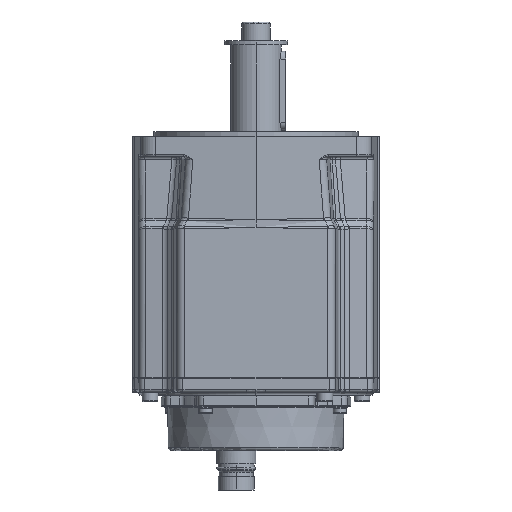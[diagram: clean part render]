
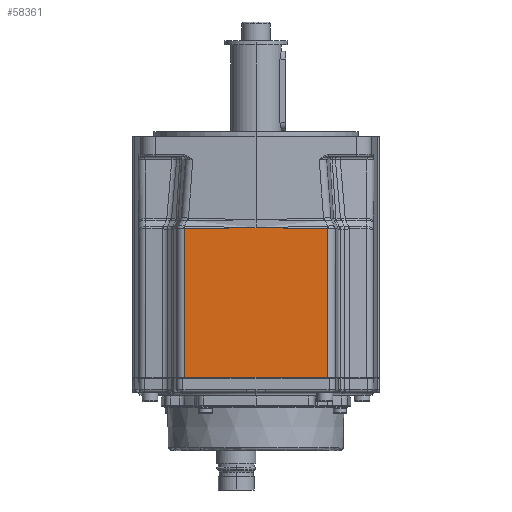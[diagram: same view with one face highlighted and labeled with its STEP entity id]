
A CAD part, front view. The second image highlights one B-rep face of the part: STEP entity #58361.
In plain terms, the highlighted planar face has unit normal (0, -1, 0).
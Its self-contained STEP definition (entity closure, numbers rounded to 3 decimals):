
#8502=DIRECTION('',(0.,0.,1.));
#8503=VECTOR('',#8502,94.465);
#8504=CARTESIAN_POINT('',(45.147,-77.5,-12.9));
#8505=LINE('',#8504,#8503);
#9752=CARTESIAN_POINT('',(-45.147,-77.5,
81.565));
#9776=DIRECTION('',(0.,0.,-1.));
#9777=VECTOR('',#9776,94.465);
#9778=CARTESIAN_POINT('',(-45.147,-77.5,
81.565));
#9779=LINE('',#9778,#9777);
#10567=DIRECTION('',(1.,0.,0.));
#10568=VECTOR('',#10567,90.294);
#10569=CARTESIAN_POINT('',(-45.147,-77.5,-12.9));
#10570=LINE('',#10569,#10568);
#10571=CARTESIAN_POINT('',(0.,-77.5,82.4));
#10572=CARTESIAN_POINT('',(-5.549,-77.5,82.29));
#10573=CARTESIAN_POINT('',(-16.294,-77.5,
82.075));
#10574=CARTESIAN_POINT('',(-31.403,-77.5,
81.792));
#10575=CARTESIAN_POINT('',(-40.69,-77.5,
81.636));
#10576=CARTESIAN_POINT('',(-45.147,-77.5,
81.565));
#10599=CARTESIAN_POINT('',(45.147,-77.5,
81.565));
#10600=CARTESIAN_POINT('',(40.69,-77.5,
81.636));
#10601=CARTESIAN_POINT('',(31.403,-77.5,
81.792));
#10602=CARTESIAN_POINT('',(16.294,-77.5,
82.075));
#10603=CARTESIAN_POINT('',(5.549,-77.5,82.29));
#10604=CARTESIAN_POINT('',(0.,-77.5,82.4));
#40750=VERTEX_POINT('',#9752);
#40752=VERTEX_POINT('',#10571);
#40754=VERTEX_POINT('',#10599);
#41031=CARTESIAN_POINT('',(-45.147,-77.5,-12.9));
#41032=CARTESIAN_POINT('',(45.147,-77.5,-12.9));
#41033=VERTEX_POINT('',#41031);
#41034=VERTEX_POINT('',#41032);
#58347=CARTESIAN_POINT('',(-77.5,-77.5,141.9));
#58348=DIRECTION('',(0.,-1.,0.));
#58349=DIRECTION('',(1.,0.,0.));
#58350=AXIS2_PLACEMENT_3D('',#58347,#58348,#58349);
#58351=PLANE('',#58350);
#58352=ORIENTED_EDGE('',*,*,#55467,.F.);
#58353=ORIENTED_EDGE('',*,*,#57163,.F.);
#58355=ORIENTED_EDGE('',*,*,#58354,.F.);
#58357=ORIENTED_EDGE('',*,*,#58356,.F.);
#58358=ORIENTED_EDGE('',*,*,#55446,.F.);
#58359=EDGE_LOOP('',(#58352,#58353,#58355,#58357,#58358));
#58360=FACE_OUTER_BOUND('',#58359,.F.);
#58361=ADVANCED_FACE('',(#58360),#58351,.T.);
#10577=B_SPLINE_CURVE_WITH_KNOTS('',3,(#10571,#10572,#10573,#10574,#10575,
#10576),.UNSPECIFIED.,.F.,.F.,(4,1,1,4),(0.,0.333,
0.667,1.),.UNSPECIFIED.);
#10605=B_SPLINE_CURVE_WITH_KNOTS('',3,(#10599,#10600,#10601,#10602,#10603,
#10604),.UNSPECIFIED.,.F.,.F.,(4,1,1,4),(0.,0.333,
0.667,1.),.UNSPECIFIED.);
#55446=EDGE_CURVE('',#41034,#40754,#8505,.T.);
#55467=EDGE_CURVE('',#41033,#41034,#10570,.T.);
#57163=EDGE_CURVE('',#40750,#41033,#9779,.T.);
#58354=EDGE_CURVE('',#40752,#40750,#10577,.T.);
#58356=EDGE_CURVE('',#40754,#40752,#10605,.T.);
